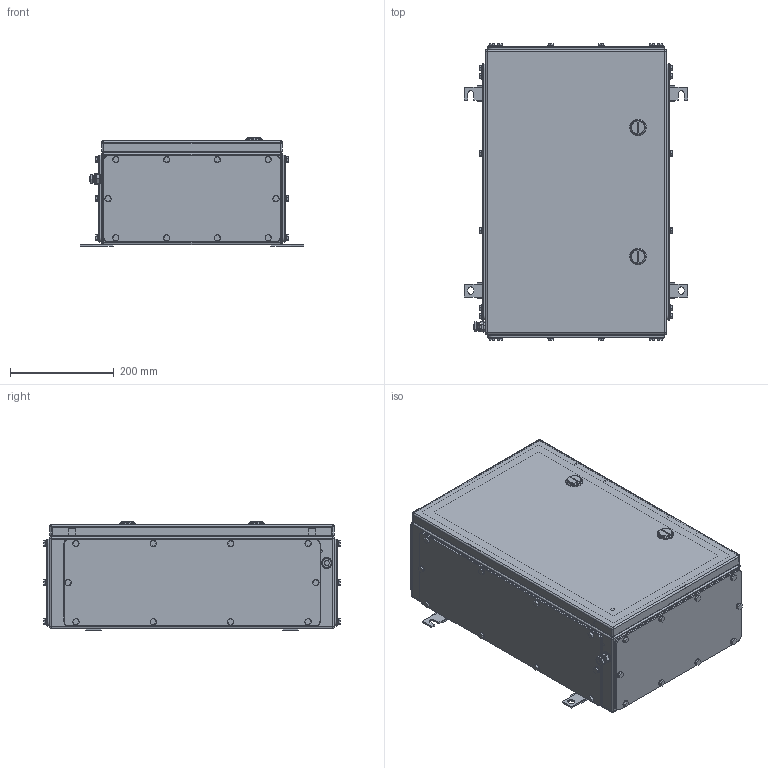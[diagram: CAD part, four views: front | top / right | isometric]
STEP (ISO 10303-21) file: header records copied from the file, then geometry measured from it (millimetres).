
FILE_DESCRIPTION(('CATIA V5 STEP Exchange','CAx-IF Rec.Pracs.--- Model Styling and Organization---1.4--- 2014-01-23'),'2;1');
FILE_NAME ('008837-5_3_1200650000_1200650000.stp','2019-09-23T09:00:31+00:00',('none'),('Weidmueller'),'CATIA Version 5-6 Release 2016 SP3 HF44','CATIA V5 STEP AP214','none');
FILE_SCHEMA(('AUTOMOTIVE_DESIGN { 1 0 10303 214 1 1 1 1 }'));
Products named in the file (1): 1200650000
Bounding box: 431 x 572 x 209.8 mm (x, y, z)
Volume: 2210117.3 mm3; surface area: 2160406.4 mm2
Topology: 136 solids, 138 shells, 2695 faces, 6168 edges, 3882 vertices
Faces by surface type: cylinder 1246, plane 1131, cone 264, sphere 24, torus 22, bspline 8
Entity records: 73339 total; most frequent: CARTESIAN_POINT 16325, ORIENTED_EDGE 12096, DIRECTION 9551, EDGE_CURVE 6048, AXIS2_PLACEMENT_3D 4235, VERTEX_POINT 3882, VECTOR 3320, LINE 3320
